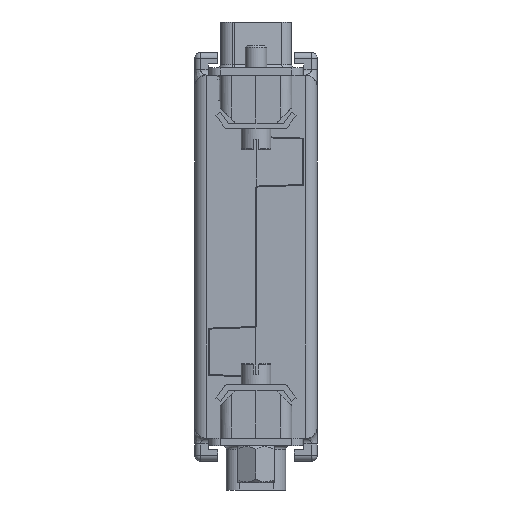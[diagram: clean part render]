
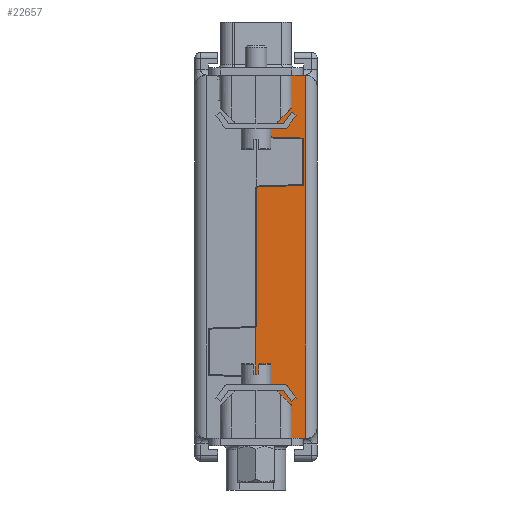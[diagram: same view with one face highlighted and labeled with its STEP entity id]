
A CAD part, left-side view. The second image highlights one B-rep face of the part: STEP entity #22657.
In plain terms, the highlighted face is planar.
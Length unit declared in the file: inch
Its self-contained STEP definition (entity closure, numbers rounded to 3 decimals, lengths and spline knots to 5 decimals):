
#3248 = CARTESIAN_POINT ( 'NONE',  ( 0.565, 0.26, 0.95 ) ) ;
#3297 = CARTESIAN_POINT ( 'NONE',  ( 0.565, 0.1875, 0.95 ) ) ;
#3348 = DIRECTION ( 'NONE',  ( 0., -1., 0. ) ) ;
#3349 = VECTOR ( 'NONE', #3348, 39.37008 ) ;
#3350 = CARTESIAN_POINT ( 'NONE',  ( 0.565, 0.32, 0.95 ) ) ;
#3351 = LINE ( 'NONE', #3350, #3349 ) ;
#3405 = CARTESIAN_POINT ( 'NONE',  ( 0.565, 0., -0.7 ) ) ;
#3406 = CARTESIAN_POINT ( 'NONE',  ( 0.565, 0., -0.95 ) ) ;
#3407 = LINE ( 'NONE', #3406, #3410 ) ;
#3408 = CARTESIAN_POINT ( 'NONE',  ( 0.565, 0., -0.625 ) ) ;
#3409 = DIRECTION ( 'NONE',  ( 0., 0., -1. ) ) ;
#3410 = VECTOR ( 'NONE', #3409, 39.37008 ) ;
#3425 = CARTESIAN_POINT ( 'NONE',  ( 0.565, 0., -0.37 ) ) ;
#3508 = CARTESIAN_POINT ( 'NONE',  ( 0.565, 0., 0.7 ) ) ;
#3509 = CARTESIAN_POINT ( 'NONE',  ( 0.565, 0., 0.63 ) ) ;
#3622 = DIRECTION ( 'NONE',  ( 0., 0., -1. ) ) ;
#3623 = VECTOR ( 'NONE', #3622, 39.37008 ) ;
#3624 = CARTESIAN_POINT ( 'NONE',  ( 0.565, 0., -0.95 ) ) ;
#3625 = LINE ( 'NONE', #3624, #3623 ) ;
#4103 = LINE ( 'NONE', #4125, #4124 ) ;
#4123 = DIRECTION ( 'NONE',  ( 0., 0.999, -0.035 ) ) ;
#4124 = VECTOR ( 'NONE', #4123, 39.37008 ) ;
#4125 = CARTESIAN_POINT ( 'NONE',  ( 0.565, 0.37472, 0.61691 ) ) ;
#4128 = LINE ( 'NONE', #4154, #4153 ) ;
#4153 = VECTOR ( 'NONE', #4160, 39.37008 ) ;
#4154 = CARTESIAN_POINT ( 'NONE',  ( 0.565, 0., -0.95 ) ) ;
#4159 = CARTESIAN_POINT ( 'NONE',  ( 0.565, 0., 0.365 ) ) ;
#4160 = DIRECTION ( 'NONE',  ( 0., 0., -1. ) ) ;
#6239 = CARTESIAN_POINT ( 'NONE',  ( 0.565, 0.1875, 0.78 ) ) ;
#6240 = DIRECTION ( 'NONE',  ( 0., 0., 1. ) ) ;
#6241 = VECTOR ( 'NONE', #6240, 39.37008 ) ;
#6242 = CARTESIAN_POINT ( 'NONE',  ( 0.565, 0.1875, 0.7 ) ) ;
#6243 = LINE ( 'NONE', #6242, #6241 ) ;
#6244 = DIRECTION ( 'NONE',  ( 0., 0., 1. ) ) ;
#6245 = VECTOR ( 'NONE', #6244, 39.37008 ) ;
#6246 = CARTESIAN_POINT ( 'NONE',  ( 0.565, 0.26, 0.95 ) ) ;
#6250 = LINE ( 'NONE', #6246, #6245 ) ;
#6514 = CARTESIAN_POINT ( 'NONE',  ( 0.565, 0.25, 0.37373 ) ) ;
#6515 = CARTESIAN_POINT ( 'NONE',  ( 0.565, 0.25, 0.62127 ) ) ;
#6516 = DIRECTION ( 'NONE',  ( 0., 0., -1. ) ) ;
#6517 = VECTOR ( 'NONE', #6516, 39.37008 ) ;
#6518 = CARTESIAN_POINT ( 'NONE',  ( 0.565, 0.25, -0.95 ) ) ;
#6519 = LINE ( 'NONE', #6518, #6517 ) ;
#6555 = VECTOR ( 'NONE', #6617, 39.37008 ) ;
#6556 = CARTESIAN_POINT ( 'NONE',  ( 0.565, 0.1875, 0.7 ) ) ;
#6557 = LINE ( 'NONE', #6556, #6555 ) ;
#6558 = CARTESIAN_POINT ( 'NONE',  ( 0.565, 0.1075, 0.7 ) ) ;
#6559 = DIRECTION ( 'NONE',  ( 0., -0.707, -0.707 ) ) ;
#6560 = VECTOR ( 'NONE', #6559, 39.37008 ) ;
#6561 = CARTESIAN_POINT ( 'NONE',  ( 0.565, -0.61125, -0.01875 ) ) ;
#6562 = LINE ( 'NONE', #6561, #6560 ) ;
#6617 = DIRECTION ( 'NONE',  ( 0., -1., 0. ) ) ;
#6618 = CARTESIAN_POINT ( 'NONE',  ( 0.565, 0.26, -0.95 ) ) ;
#6642 = DIRECTION ( 'NONE',  ( 0., 0., 1. ) ) ;
#6643 = DIRECTION ( 'NONE',  ( -1., 0., 0. ) ) ;
#6644 = CARTESIAN_POINT ( 'NONE',  ( 0.565, 0.32, -0.95 ) ) ;
#6645 = AXIS2_PLACEMENT_3D ( 'NONE', #6644, #6643, #6642 ) ;
#6646 = PLANE ( 'NONE',  #6645 ) ;
#6647 = FACE_OUTER_BOUND ( 'NONE', #22681, .T. ) ;
#6666 = CARTESIAN_POINT ( 'NONE',  ( 0.565, 0.1875, -0.95 ) ) ;
#6667 = DIRECTION ( 'NONE',  ( 0., 0., 1. ) ) ;
#6668 = VECTOR ( 'NONE', #6667, 39.37008 ) ;
#6669 = CARTESIAN_POINT ( 'NONE',  ( 0.565, 0.1875, -0.7 ) ) ;
#6670 = LINE ( 'NONE', #6669, #6668 ) ;
#6671 = CARTESIAN_POINT ( 'NONE',  ( 0.565, 0.1875, -0.78 ) ) ;
#6672 = DIRECTION ( 'NONE',  ( 0., 0.707, -0.707 ) ) ;
#6673 = VECTOR ( 'NONE', #6672, 39.37008 ) ;
#6674 = CARTESIAN_POINT ( 'NONE',  ( 0.565, 0.33875, -0.93125 ) ) ;
#6675 = LINE ( 'NONE', #6674, #6673 ) ;
#6676 = CARTESIAN_POINT ( 'NONE',  ( 0.565, 0.1075, -0.7 ) ) ;
#6677 = DIRECTION ( 'NONE',  ( 0., -1., 0. ) ) ;
#6678 = VECTOR ( 'NONE', #6677, 39.37008 ) ;
#6679 = CARTESIAN_POINT ( 'NONE',  ( 0.565, 0.1875, -0.7 ) ) ;
#6680 = LINE ( 'NONE', #6679, #6678 ) ;
#6692 = DIRECTION ( 'NONE',  ( 0., -1., 0. ) ) ;
#6693 = VECTOR ( 'NONE', #6692, 39.37008 ) ;
#6694 = CARTESIAN_POINT ( 'NONE',  ( 0.565, 0.32, -0.95 ) ) ;
#6699 = LINE ( 'NONE', #6694, #6693 ) ;
#6750 = DIRECTION ( 'NONE',  ( 0., 0., 1. ) ) ;
#6751 = VECTOR ( 'NONE', #6750, 39.37008 ) ;
#6752 = CARTESIAN_POINT ( 'NONE',  ( 0.565, 0., -0.37 ) ) ;
#6753 = LINE ( 'NONE', #6752, #6751 ) ;
#6754 = DIRECTION ( 'NONE',  ( 0., -0.999, -0.035 ) ) ;
#6755 = VECTOR ( 'NONE', #6754, 39.37008 ) ;
#6756 = CARTESIAN_POINT ( 'NONE',  ( 0.565, 0.27375, 0.37456 ) ) ;
#6757 = LINE ( 'NONE', #6756, #6755 ) ;
#20219 = VERTEX_POINT ( 'NONE', #3248 ) ;
#20263 = VERTEX_POINT ( 'NONE', #3297 ) ;
#20265 = EDGE_CURVE ( 'NONE', #20219, #20263, #3351, .T. ) ;
#20340 = VERTEX_POINT ( 'NONE', #3405 ) ;
#20342 = EDGE_CURVE ( 'NONE', #20343, #20340, #3407, .T. ) ;
#20343 = VERTEX_POINT ( 'NONE', #3408 ) ;
#20354 = VERTEX_POINT ( 'NONE', #3425 ) ;
#20411 = VERTEX_POINT ( 'NONE', #3509 ) ;
#20412 = VERTEX_POINT ( 'NONE', #3508 ) ;
#20442 = EDGE_CURVE ( 'NONE', #20412, #20411, #3625, .T. ) ;
#20509 = EDGE_CURVE ( 'NONE', #20411, #22598, #4103, .T. ) ;
#20513 = EDGE_CURVE ( 'NONE', #20514, #20354, #4128, .T. ) ;
#20514 = VERTEX_POINT ( 'NONE', #4159 ) ;
#22456 = EDGE_CURVE ( 'NONE', #22672, #20219, #6250, .T. ) ;
#22457 = ORIENTED_EDGE ( 'NONE', *, *, #20265, .T. ) ;
#22458 = ORIENTED_EDGE ( 'NONE', *, *, #22459, .F. ) ;
#22459 = EDGE_CURVE ( 'NONE', #22460, #20263, #6243, .T. ) ;
#22460 = VERTEX_POINT ( 'NONE', #6239 ) ;
#22589 = ORIENTED_EDGE ( 'NONE', *, *, #20509, .T. ) ;
#22597 = EDGE_CURVE ( 'NONE', #22598, #22599, #6519, .T. ) ;
#22598 = VERTEX_POINT ( 'NONE', #6515 ) ;
#22599 = VERTEX_POINT ( 'NONE', #6514 ) ;
#22639 = EDGE_CURVE ( 'NONE', #22460, #22640, #6562, .T. ) ;
#22640 = VERTEX_POINT ( 'NONE', #6558 ) ;
#22641 = ORIENTED_EDGE ( 'NONE', *, *, #22642, .T. ) ;
#22642 = EDGE_CURVE ( 'NONE', #22640, #20412, #6557, .T. ) ;
#22643 = ORIENTED_EDGE ( 'NONE', *, *, #20442, .T. ) ;
#22657 = ADVANCED_FACE ( 'NONE', ( #6647 ), #6646, .F. ) ;
#22671 = ORIENTED_EDGE ( 'NONE', *, *, #22702, .F. ) ;
#22672 = VERTEX_POINT ( 'NONE', #6618 ) ;
#22673 = ORIENTED_EDGE ( 'NONE', *, *, #22674, .F. ) ;
#22674 = EDGE_CURVE ( 'NONE', #22675, #20340, #6680, .T. ) ;
#22675 = VERTEX_POINT ( 'NONE', #6676 ) ;
#22676 = ORIENTED_EDGE ( 'NONE', *, *, #22677, .T. ) ;
#22677 = EDGE_CURVE ( 'NONE', #22675, #22678, #6675, .T. ) ;
#22678 = VERTEX_POINT ( 'NONE', #6671 ) ;
#22679 = ORIENTED_EDGE ( 'NONE', *, *, #22680, .F. ) ;
#22680 = EDGE_CURVE ( 'NONE', #22684, #22678, #6670, .T. ) ;
#22681 = EDGE_LOOP ( 'NONE', ( #22682, #22715, #22717, #22718, #22721, #22673, #22676, #22679, #22671, #22722, #22457, #22458, #22747, #22641, #22643, #22589 ) ) ;
#22682 = ORIENTED_EDGE ( 'NONE', *, *, #22597, .T. ) ;
#22684 = VERTEX_POINT ( 'NONE', #6666 ) ;
#22702 = EDGE_CURVE ( 'NONE', #22672, #22684, #6699, .T. ) ;
#22715 = ORIENTED_EDGE ( 'NONE', *, *, #22716, .T. ) ;
#22716 = EDGE_CURVE ( 'NONE', #22599, #20514, #6757, .T. ) ;
#22717 = ORIENTED_EDGE ( 'NONE', *, *, #20513, .T. ) ;
#22718 = ORIENTED_EDGE ( 'NONE', *, *, #22720, .F. ) ;
#22720 = EDGE_CURVE ( 'NONE', #20343, #20354, #6753, .T. ) ;
#22721 = ORIENTED_EDGE ( 'NONE', *, *, #20342, .T. ) ;
#22722 = ORIENTED_EDGE ( 'NONE', *, *, #22456, .T. ) ;
#22747 = ORIENTED_EDGE ( 'NONE', *, *, #22639, .T. ) ;
